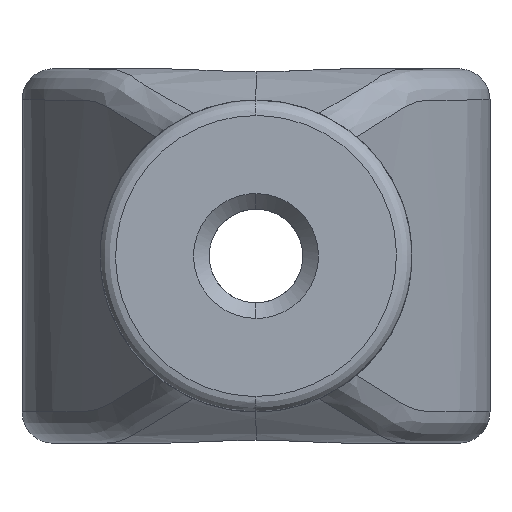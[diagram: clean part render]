
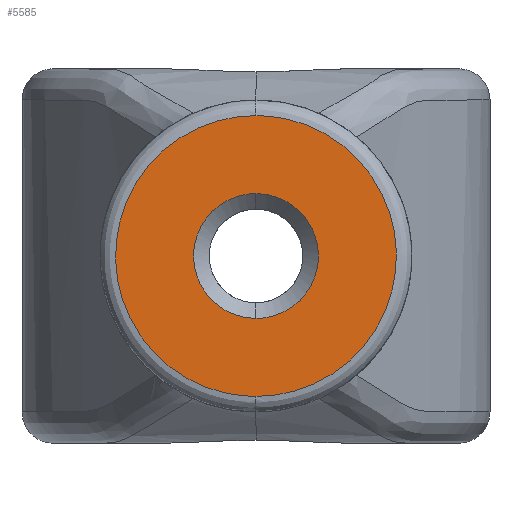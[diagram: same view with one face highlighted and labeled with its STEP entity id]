
A CAD part, left-side view. The second image highlights one B-rep face of the part: STEP entity #5585.
In plain terms, the highlighted free-form (B-spline) face has degree [1, 1] with [2, 2] control points.
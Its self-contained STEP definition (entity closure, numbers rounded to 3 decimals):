
#5534 = VERTEX_POINT('',#5535);
#5535 = CARTESIAN_POINT('',(-100.401,0.,5.355));
#5540 = EDGE_CURVE('',#5534,#5541,#5543,.T.);
#5541 = VERTEX_POINT('',#5542);
#5542 = CARTESIAN_POINT('',(-100.401,0.,
    -5.355));
#5543 = ( BOUNDED_CURVE() B_SPLINE_CURVE(2,(#5544,#5545,#5546,#5547,
#5548),.UNSPECIFIED.,.F.,.F.) B_SPLINE_CURVE_WITH_KNOTS((3,2,3),(0.,
1.571,3.142),.PIECEWISE_BEZIER_KNOTS.) CURVE() 
GEOMETRIC_REPRESENTATION_ITEM() RATIONAL_B_SPLINE_CURVE((1.,
0.707,1.,0.707,1.)) REPRESENTATION_ITEM('') );
#5544 = CARTESIAN_POINT('',(-100.401,0.,5.355));
#5545 = CARTESIAN_POINT('',(-100.401,-5.355,
    5.355));
#5546 = CARTESIAN_POINT('',(-100.401,-5.355,
    0.));
#5547 = CARTESIAN_POINT('',(-100.401,-5.355,
    -5.355));
#5548 = CARTESIAN_POINT('',(-100.401,0.,
    -5.355));
#5585 = ADVANCED_FACE('',(#5586,#5597),#5619,.T.);
#5586 = FACE_BOUND('',#5587,.T.);
#5587 = EDGE_LOOP('',(#5588,#5589));
#5588 = ORIENTED_EDGE('',*,*,#5540,.T.);
#5589 = ORIENTED_EDGE('',*,*,#5590,.T.);
#5590 = EDGE_CURVE('',#5541,#5534,#5591,.T.);
#5591 = ( BOUNDED_CURVE() B_SPLINE_CURVE(2,(#5592,#5593,#5594,#5595,
#5596),.UNSPECIFIED.,.F.,.F.) B_SPLINE_CURVE_WITH_KNOTS((3,2,3),(
    3.142,4.712,6.283),
.PIECEWISE_BEZIER_KNOTS.) CURVE() GEOMETRIC_REPRESENTATION_ITEM() 
RATIONAL_B_SPLINE_CURVE((1.,0.707,1.,0.707,1.)) 
REPRESENTATION_ITEM('') );
#5592 = CARTESIAN_POINT('',(-100.401,0.,
    -5.355));
#5593 = CARTESIAN_POINT('',(-100.401,5.355,
    -5.355));
#5594 = CARTESIAN_POINT('',(-100.401,5.355,
    0.));
#5595 = CARTESIAN_POINT('',(-100.401,5.355,
    5.355));
#5596 = CARTESIAN_POINT('',(-100.401,0.,
    5.355));
#5597 = FACE_BOUND('',#5598,.T.);
#5598 = EDGE_LOOP('',(#5599,#5611));
#5599 = ORIENTED_EDGE('',*,*,#5600,.T.);
#5600 = EDGE_CURVE('',#5601,#5603,#5605,.T.);
#5601 = VERTEX_POINT('',#5602);
#5602 = CARTESIAN_POINT('',(-100.401,0.,12.048));
#5603 = VERTEX_POINT('',#5604);
#5604 = CARTESIAN_POINT('',(-100.401,0.,
    -12.048));
#5605 = ( BOUNDED_CURVE() B_SPLINE_CURVE(2,(#5606,#5607,#5608,#5609,
#5610),.UNSPECIFIED.,.F.,.F.) B_SPLINE_CURVE_WITH_KNOTS((3,2,3),(0.,
1.571,3.142),.PIECEWISE_BEZIER_KNOTS.) CURVE() 
GEOMETRIC_REPRESENTATION_ITEM() RATIONAL_B_SPLINE_CURVE((1.,
0.707,1.,0.707,1.)) REPRESENTATION_ITEM('') );
#5606 = CARTESIAN_POINT('',(-100.401,0.,12.048));
#5607 = CARTESIAN_POINT('',(-100.401,12.048,
    12.048));
#5608 = CARTESIAN_POINT('',(-100.401,12.048,
    0.));
#5609 = CARTESIAN_POINT('',(-100.401,12.048,
    -12.048));
#5610 = CARTESIAN_POINT('',(-100.401,0.,
    -12.048));
#5611 = ORIENTED_EDGE('',*,*,#5612,.T.);
#5612 = EDGE_CURVE('',#5603,#5601,#5613,.T.);
#5613 = ( BOUNDED_CURVE() B_SPLINE_CURVE(2,(#5614,#5615,#5616,#5617,
#5618),.UNSPECIFIED.,.F.,.F.) B_SPLINE_CURVE_WITH_KNOTS((3,2,3),(
    3.142,4.712,6.283),
.PIECEWISE_BEZIER_KNOTS.) CURVE() GEOMETRIC_REPRESENTATION_ITEM() 
RATIONAL_B_SPLINE_CURVE((1.,0.707,1.,0.707,1.)) 
REPRESENTATION_ITEM('') );
#5614 = CARTESIAN_POINT('',(-100.401,0.,
    -12.048));
#5615 = CARTESIAN_POINT('',(-100.401,-12.048,
    -12.048));
#5616 = CARTESIAN_POINT('',(-100.401,-12.048,
    0.));
#5617 = CARTESIAN_POINT('',(-100.401,-12.048,
    12.048));
#5618 = CARTESIAN_POINT('',(-100.401,0.,
    12.048));
#5619 = B_SPLINE_SURFACE_WITH_KNOTS('',1,1,(
    (#5620,#5621)
    ,(#5622,#5623
    )),.UNSPECIFIED.,.F.,.F.,.F.,(2,2),(2,2),(-9.,9.),(-9.,9.),
  .PIECEWISE_BEZIER_KNOTS.);
#5620 = CARTESIAN_POINT('',(-100.401,-12.048,
    -12.048));
#5621 = CARTESIAN_POINT('',(-100.401,12.048,
    -12.048));
#5622 = CARTESIAN_POINT('',(-100.401,-12.048,
    12.048));
#5623 = CARTESIAN_POINT('',(-100.401,12.048,
    12.048));
